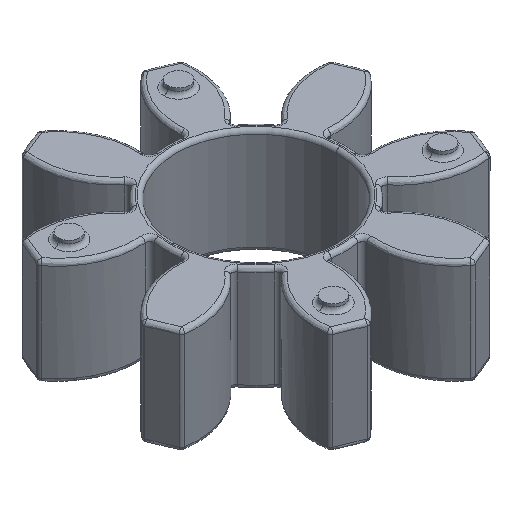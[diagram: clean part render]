
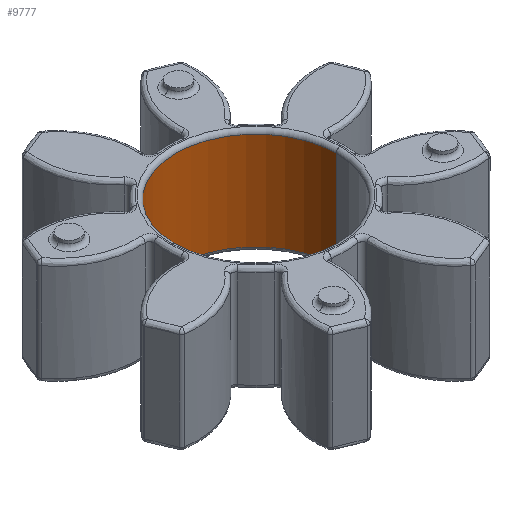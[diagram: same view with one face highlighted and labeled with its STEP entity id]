
A CAD part, isometric view. The second image highlights one B-rep face of the part: STEP entity #9777.
In plain terms, the highlighted cylindrical face has radius 14.859 mm (diameter 29.718 mm), a partial arc.
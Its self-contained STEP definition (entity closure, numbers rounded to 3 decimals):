
#449 = DIRECTION ( 'NONE',  ( 0., 0., -1. ) ) ;
#503 = EDGE_CURVE ( 'NONE', #4918, #5712, #3091, .T. ) ;
#660 = AXIS2_PLACEMENT_3D ( 'NONE', #1224, #6775, #2029 ) ;
#964 = VECTOR ( 'NONE', #3997, 1000. ) ;
#1033 = CARTESIAN_POINT ( 'NONE',  ( -14.859, 0., 9.03 ) ) ;
#1057 = LINE ( 'NONE', #1216, #9019 ) ;
#1065 = CIRCLE ( 'NONE', #660, 14.859 ) ;
#1216 = CARTESIAN_POINT ( 'NONE',  ( -14.859, 0., -9.78 ) ) ;
#1224 = CARTESIAN_POINT ( 'NONE',  ( 0., 0., -9.03 ) ) ;
#1642 = CARTESIAN_POINT ( 'NONE',  ( 0., 0., -9.78 ) ) ;
#1705 = CYLINDRICAL_SURFACE ( 'NONE', #7430, 14.859 ) ;
#2029 = DIRECTION ( 'NONE',  ( -1., 0., 0. ) ) ;
#2481 = EDGE_CURVE ( 'NONE', #4515, #9869, #1057, .T. ) ;
#3070 = ORIENTED_EDGE ( 'NONE', *, *, #2481, .T. ) ;
#3091 = LINE ( 'NONE', #9916, #964 ) ;
#3255 = EDGE_LOOP ( 'NONE', ( #9886, #6188, #3070, #6907 ) ) ;
#3320 = DIRECTION ( 'NONE',  ( 0., 0., 1. ) ) ;
#3997 = DIRECTION ( 'NONE',  ( 0., 0., -1. ) ) ;
#4515 = VERTEX_POINT ( 'NONE', #1033 ) ;
#4918 = VERTEX_POINT ( 'NONE', #6439 ) ;
#5401 = EDGE_CURVE ( 'NONE', #4918, #4515, #7664, .T. ) ;
#5712 = VERTEX_POINT ( 'NONE', #6899 ) ;
#5929 = FACE_OUTER_BOUND ( 'NONE', #3255, .T. ) ;
#6188 = ORIENTED_EDGE ( 'NONE', *, *, #5401, .T. ) ;
#6439 = CARTESIAN_POINT ( 'NONE',  ( 14.859, 0., 9.03 ) ) ;
#6775 = DIRECTION ( 'NONE',  ( 0., 0., -1. ) ) ;
#6899 = CARTESIAN_POINT ( 'NONE',  ( 14.859, 0., -9.03 ) ) ;
#6907 = ORIENTED_EDGE ( 'NONE', *, *, #8032, .T. ) ;
#7199 = DIRECTION ( 'NONE',  ( 0., 0., -1. ) ) ;
#7430 = AXIS2_PLACEMENT_3D ( 'NONE', #1642, #7199, #7985 ) ;
#7664 = CIRCLE ( 'NONE', #7681, 14.859 ) ;
#7681 = AXIS2_PLACEMENT_3D ( 'NONE', #8057, #3320, #8868 ) ;
#7985 = DIRECTION ( 'NONE',  ( -1., 0., 0. ) ) ;
#8032 = EDGE_CURVE ( 'NONE', #9869, #5712, #1065, .T. ) ;
#8057 = CARTESIAN_POINT ( 'NONE',  ( 0., 0., 9.03 ) ) ;
#8868 = DIRECTION ( 'NONE',  ( -1., 0., 0. ) ) ;
#9019 = VECTOR ( 'NONE', #449, 1000. ) ;
#9777 = ADVANCED_FACE ( 'NONE', ( #5929 ), #1705, .F. ) ;
#9779 = CARTESIAN_POINT ( 'NONE',  ( -14.859, 0., -9.03 ) ) ;
#9869 = VERTEX_POINT ( 'NONE', #9779 ) ;
#9886 = ORIENTED_EDGE ( 'NONE', *, *, #503, .F. ) ;
#9916 = CARTESIAN_POINT ( 'NONE',  ( 14.859, 0., -9.78 ) ) ;
